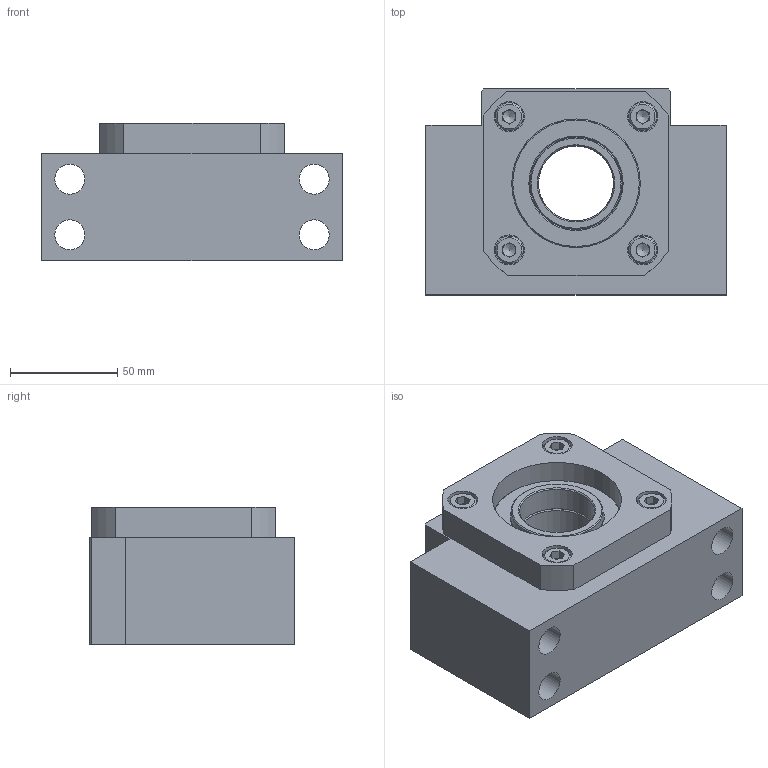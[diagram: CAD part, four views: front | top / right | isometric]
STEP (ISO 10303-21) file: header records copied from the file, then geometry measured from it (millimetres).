
FILE_DESCRIPTION (( 'STEP AP203' ), '1' );
FILE_NAME ('BK 35DS.STEP', '2014-11-16T23:39:03', ( 'john' ), ( '' ), 'SwSTEP 2.0', 'SolidWorks 2013', '' );
FILE_SCHEMA (( 'CONFIG_CONTROL_DESIGN' ));
Length unit declared in the file: millimetre
Products named in the file (7): BK 35DS OILSEAL; BK 35DS COVER; socket head cap screw_am_B18.3.1M - 8 x 1.25 x 12 Hex SHCS -- 12NHX; BK 35DS; BK 35DS BLOCK; 7207A; BK 35DS COLLAR
Assembly tree (13 placements, depth 2):
  BK 35DS
    BK 35DS BLOCK
    7207A  x2
    BK 35DS COLLAR  x2
    BK 35DS OILSEAL  x2
    BK 35DS COVER
    socket head cap screw_am_B18.3.1M - 8 x 1.25 x 12 Hex SHCS -- 12NHX  x5
Bounding box: 140 x 96 x 64 mm (x, y, z)
Volume: 480899.6 mm3; surface area: 148833.3 mm2
Topology: 11 solids, 45 shells, 257 faces, 562 edges, 350 vertices
Faces by surface type: plane 119, cylinder 56, bspline 40, cone 37, torus 5
Full cylindrical faces by diameter (mm): 7 x4, 8 x5, 9 x4, 13 x5, 14 x8, 20 x4, 35 x4, 43 x4, 47.4 x4, 59.6 x2, 60 x4, 72 x4
Entity records: 4492 total; most frequent: CARTESIAN_POINT 1172, DIRECTION 542, ORIENTED_EDGE 354, AXIS2_PLACEMENT_3D 236, EDGE_LOOP 212, EDGE_CURVE 186, FACE_OUTER_BOUND 157, VERTEX_POINT 146
